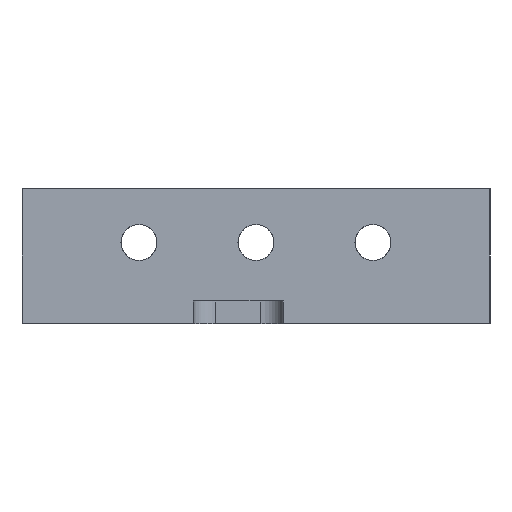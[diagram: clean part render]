
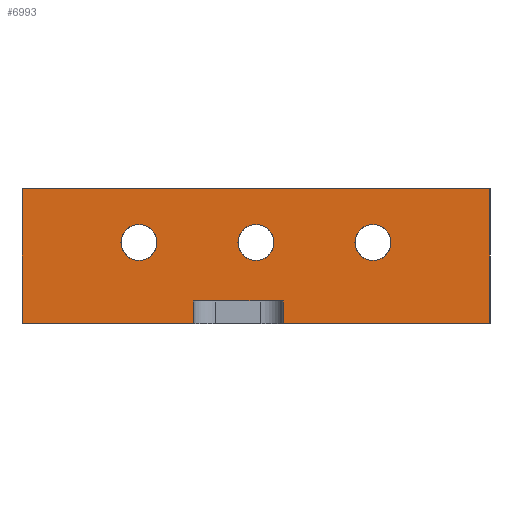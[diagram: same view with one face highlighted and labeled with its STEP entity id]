
A CAD part, left-side view. The second image highlights one B-rep face of the part: STEP entity #6993.
In plain terms, the highlighted planar face has unit normal (-1, 0, 0).
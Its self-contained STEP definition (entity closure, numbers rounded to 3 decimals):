
#39 = CARTESIAN_POINT ( 'NONE',  ( 0., 78., 22. ) ) ;
#41 = DIRECTION ( 'NONE',  ( 0., 0., -1. ) ) ;
#53 = CARTESIAN_POINT ( 'NONE',  ( 0., 0., 0. ) ) ;
#70 = FACE_OUTER_BOUND ( 'NONE', #8331, .T. ) ;
#109 = VERTEX_POINT ( 'NONE', #1561 ) ;
#126 = VERTEX_POINT ( 'NONE', #881 ) ;
#129 = AXIS2_PLACEMENT_3D ( 'NONE', #7413, #334, #2250 ) ;
#138 = EDGE_CURVE ( 'NONE', #1004, #5245, #852, .T. ) ;
#198 = VERTEX_POINT ( 'NONE', #39 ) ;
#251 = CARTESIAN_POINT ( 'NONE',  ( 0., 65.916, 5. ) ) ;
#334 = DIRECTION ( 'NONE',  ( 1., 0., 0. ) ) ;
#392 = DIRECTION ( 'NONE',  ( 0., 0., -1. ) ) ;
#426 = CIRCLE ( 'NONE', #5963, 4. ) ;
#540 = DIRECTION ( 'NONE',  ( 0., 0., -1. ) ) ;
#852 = LINE ( 'NONE', #251, #3034 ) ;
#853 = DIRECTION ( 'NONE',  ( 0., 0., -1. ) ) ;
#867 = CARTESIAN_POINT ( 'NONE',  ( 0., 26., 18. ) ) ;
#881 = CARTESIAN_POINT ( 'NONE',  ( 0., 78., 14. ) ) ;
#891 = DIRECTION ( 'NONE',  ( 0., 0., -1. ) ) ;
#959 = CARTESIAN_POINT ( 'NONE',  ( 0., 0., 30. ) ) ;
#1004 = VERTEX_POINT ( 'NONE', #2656 ) ;
#1103 = EDGE_CURVE ( 'NONE', #7156, #109, #426, .T. ) ;
#1125 = CARTESIAN_POINT ( 'NONE',  ( 0., 104., 30. ) ) ;
#1246 = VECTOR ( 'NONE', #7601, 1000. ) ;
#1265 = EDGE_CURVE ( 'NONE', #109, #7156, #5464, .T. ) ;
#1313 = AXIS2_PLACEMENT_3D ( 'NONE', #4858, #6229, #7511 ) ;
#1452 = EDGE_CURVE ( 'NONE', #2403, #3286, #5203, .T. ) ;
#1543 = LINE ( 'NONE', #5703, #1246 ) ;
#1561 = CARTESIAN_POINT ( 'NONE',  ( 0., 26., 22. ) ) ;
#1631 = CARTESIAN_POINT ( 'NONE',  ( 0., 52., 22. ) ) ;
#1753 = AXIS2_PLACEMENT_3D ( 'NONE', #6126, #6796, #3574 ) ;
#1762 = DIRECTION ( 'NONE',  ( 1., 0., 0. ) ) ;
#1880 = DIRECTION ( 'NONE',  ( 0., -1., 0. ) ) ;
#1983 = EDGE_CURVE ( 'NONE', #8146, #7773, #2237, .T. ) ;
#2237 = LINE ( 'NONE', #4052, #2526 ) ;
#2250 = DIRECTION ( 'NONE',  ( 0., 0., -1. ) ) ;
#2251 = FACE_BOUND ( 'NONE', #2397, .T. ) ;
#2256 = ORIENTED_EDGE ( 'NONE', *, *, #2535, .T. ) ;
#2296 = AXIS2_PLACEMENT_3D ( 'NONE', #8240, #3753, #540 ) ;
#2397 = EDGE_LOOP ( 'NONE', ( #7921, #4600 ) ) ;
#2403 = VERTEX_POINT ( 'NONE', #5831 ) ;
#2423 = CARTESIAN_POINT ( 'NONE',  ( 0., 26., 14. ) ) ;
#2427 = EDGE_CURVE ( 'NONE', #3258, #1004, #3851, .T. ) ;
#2526 = VECTOR ( 'NONE', #3509, 1000. ) ;
#2535 = EDGE_CURVE ( 'NONE', #3568, #7965, #2636, .T. ) ;
#2636 = CIRCLE ( 'NONE', #6022, 4. ) ;
#2656 = CARTESIAN_POINT ( 'NONE',  ( 0., 65.916, 5. ) ) ;
#2670 = CARTESIAN_POINT ( 'NONE',  ( 0., 104., 0. ) ) ;
#2708 = DIRECTION ( 'NONE',  ( 0., 0., -1. ) ) ;
#2763 = DIRECTION ( 'NONE',  ( 1., 0., 0. ) ) ;
#3034 = VECTOR ( 'NONE', #853, 1000. ) ;
#3051 = VECTOR ( 'NONE', #8338, 1000. ) ;
#3159 = CARTESIAN_POINT ( 'NONE',  ( 0., 45.916, 5. ) ) ;
#3258 = VERTEX_POINT ( 'NONE', #3159 ) ;
#3286 = VERTEX_POINT ( 'NONE', #2670 ) ;
#3421 = EDGE_CURVE ( 'NONE', #198, #126, #3630, .T. ) ;
#3422 = VECTOR ( 'NONE', #1880, 1000. ) ;
#3448 = ORIENTED_EDGE ( 'NONE', *, *, #6318, .F. ) ;
#3509 = DIRECTION ( 'NONE',  ( 0., -1., 0. ) ) ;
#3534 = VECTOR ( 'NONE', #7204, 1000. ) ;
#3568 = VERTEX_POINT ( 'NONE', #6223 ) ;
#3574 = DIRECTION ( 'NONE',  ( 0., 0., -1. ) ) ;
#3630 = CIRCLE ( 'NONE', #129, 4. ) ;
#3647 = ORIENTED_EDGE ( 'NONE', *, *, #6346, .T. ) ;
#3753 = DIRECTION ( 'NONE',  ( 1., 0., 0. ) ) ;
#3851 = LINE ( 'NONE', #4064, #3534 ) ;
#3856 = CARTESIAN_POINT ( 'NONE',  ( 0., 0., 0. ) ) ;
#3896 = ORIENTED_EDGE ( 'NONE', *, *, #6759, .T. ) ;
#3968 = VERTEX_POINT ( 'NONE', #959 ) ;
#4052 = CARTESIAN_POINT ( 'NONE',  ( 0., 0., 0. ) ) ;
#4064 = CARTESIAN_POINT ( 'NONE',  ( 0., 65.916, 5. ) ) ;
#4068 = FACE_BOUND ( 'NONE', #5360, .T. ) ;
#4083 = CARTESIAN_POINT ( 'NONE',  ( 0., 0., 30. ) ) ;
#4505 = CARTESIAN_POINT ( 'NONE',  ( 0., 0., 30. ) ) ;
#4525 = EDGE_CURVE ( 'NONE', #3258, #8146, #7766, .T. ) ;
#4600 = ORIENTED_EDGE ( 'NONE', *, *, #3421, .T. ) ;
#4644 = EDGE_CURVE ( 'NONE', #126, #198, #5653, .T. ) ;
#4747 = ORIENTED_EDGE ( 'NONE', *, *, #1265, .T. ) ;
#4784 = ORIENTED_EDGE ( 'NONE', *, *, #138, .F. ) ;
#4858 = CARTESIAN_POINT ( 'NONE',  ( 0., 78., 18. ) ) ;
#4925 = ORIENTED_EDGE ( 'NONE', *, *, #8317, .F. ) ;
#5048 = VECTOR ( 'NONE', #7530, 1000. ) ;
#5163 = LINE ( 'NONE', #3856, #3422 ) ;
#5203 = LINE ( 'NONE', #1125, #3051 ) ;
#5245 = VERTEX_POINT ( 'NONE', #6024 ) ;
#5360 = EDGE_LOOP ( 'NONE', ( #7974, #4747 ) ) ;
#5390 = ORIENTED_EDGE ( 'NONE', *, *, #4525, .T. ) ;
#5464 = CIRCLE ( 'NONE', #1753, 4. ) ;
#5525 = ORIENTED_EDGE ( 'NONE', *, *, #1452, .T. ) ;
#5634 = CARTESIAN_POINT ( 'NONE',  ( 0., 52., 18. ) ) ;
#5653 = CIRCLE ( 'NONE', #1313, 4. ) ;
#5703 = CARTESIAN_POINT ( 'NONE',  ( 0., 0., 30. ) ) ;
#5831 = CARTESIAN_POINT ( 'NONE',  ( 0., 104., 30. ) ) ;
#5880 = LINE ( 'NONE', #4505, #7688 ) ;
#5963 = AXIS2_PLACEMENT_3D ( 'NONE', #867, #2763, #2708 ) ;
#6022 = AXIS2_PLACEMENT_3D ( 'NONE', #5634, #1762, #392 ) ;
#6024 = CARTESIAN_POINT ( 'NONE',  ( 0., 65.916, 0. ) ) ;
#6126 = CARTESIAN_POINT ( 'NONE',  ( 0., 26., 18. ) ) ;
#6139 = ORIENTED_EDGE ( 'NONE', *, *, #2427, .F. ) ;
#6198 = AXIS2_PLACEMENT_3D ( 'NONE', #4083, #7975, #891 ) ;
#6223 = CARTESIAN_POINT ( 'NONE',  ( 0., 52., 14. ) ) ;
#6229 = DIRECTION ( 'NONE',  ( 1., 0., 0. ) ) ;
#6318 = EDGE_CURVE ( 'NONE', #2403, #3968, #1543, .T. ) ;
#6346 = EDGE_CURVE ( 'NONE', #3286, #5245, #5163, .T. ) ;
#6759 = EDGE_CURVE ( 'NONE', #7965, #3568, #7805, .T. ) ;
#6796 = DIRECTION ( 'NONE',  ( 1., 0., 0. ) ) ;
#6993 = ADVANCED_FACE ( 'NONE', ( #4068, #2251, #8002, #70 ), #7944, .F. ) ;
#7125 = ORIENTED_EDGE ( 'NONE', *, *, #1983, .T. ) ;
#7156 = VERTEX_POINT ( 'NONE', #2423 ) ;
#7204 = DIRECTION ( 'NONE',  ( 0., 1., 0. ) ) ;
#7413 = CARTESIAN_POINT ( 'NONE',  ( 0., 78., 18. ) ) ;
#7511 = DIRECTION ( 'NONE',  ( 0., 0., -1. ) ) ;
#7530 = DIRECTION ( 'NONE',  ( 0., 0., -1. ) ) ;
#7556 = CARTESIAN_POINT ( 'NONE',  ( 0., 45.916, 5. ) ) ;
#7601 = DIRECTION ( 'NONE',  ( 0., -1., 0. ) ) ;
#7688 = VECTOR ( 'NONE', #41, 1000. ) ;
#7766 = LINE ( 'NONE', #7556, #5048 ) ;
#7773 = VERTEX_POINT ( 'NONE', #53 ) ;
#7805 = CIRCLE ( 'NONE', #2296, 4. ) ;
#7921 = ORIENTED_EDGE ( 'NONE', *, *, #4644, .T. ) ;
#7944 = PLANE ( 'NONE',  #6198 ) ;
#7965 = VERTEX_POINT ( 'NONE', #1631 ) ;
#7974 = ORIENTED_EDGE ( 'NONE', *, *, #1103, .T. ) ;
#7975 = DIRECTION ( 'NONE',  ( 1., 0., 0. ) ) ;
#8002 = FACE_BOUND ( 'NONE', #8168, .T. ) ;
#8070 = CARTESIAN_POINT ( 'NONE',  ( 0., 45.916, 0. ) ) ;
#8146 = VERTEX_POINT ( 'NONE', #8070 ) ;
#8168 = EDGE_LOOP ( 'NONE', ( #2256, #3896 ) ) ;
#8240 = CARTESIAN_POINT ( 'NONE',  ( 0., 52., 18. ) ) ;
#8317 = EDGE_CURVE ( 'NONE', #3968, #7773, #5880, .T. ) ;
#8331 = EDGE_LOOP ( 'NONE', ( #6139, #5390, #7125, #4925, #3448, #5525, #3647, #4784 ) ) ;
#8338 = DIRECTION ( 'NONE',  ( 0., 0., -1. ) ) ;
